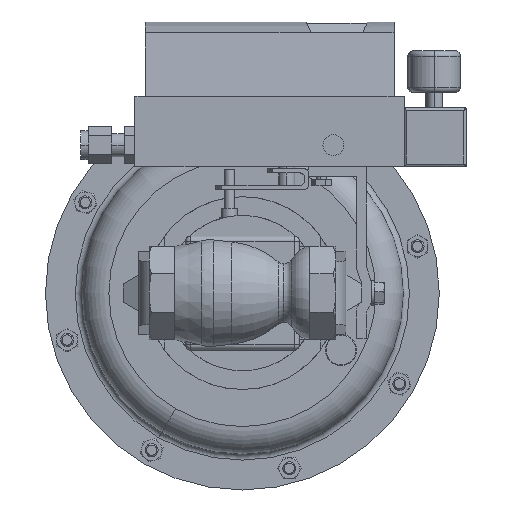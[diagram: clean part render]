
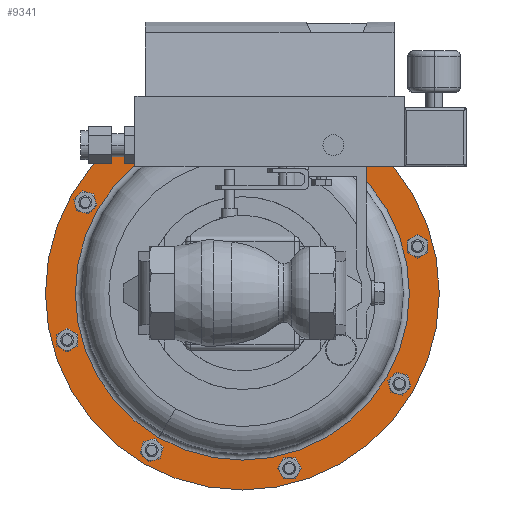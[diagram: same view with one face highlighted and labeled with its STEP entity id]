
A CAD part, front view. The second image highlights one B-rep face of the part: STEP entity #9341.
In plain terms, the highlighted planar face has unit normal (0, -1, 0).
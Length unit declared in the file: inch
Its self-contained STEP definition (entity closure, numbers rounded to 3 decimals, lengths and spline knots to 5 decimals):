
#35 = EDGE_LOOP ( 'NONE', ( #20250, #3548 ) ) ;
#302 = DIRECTION ( 'NONE',  ( 0.5, 0., 0.866 ) ) ;
#1696 = CARTESIAN_POINT ( 'NONE',  ( 0., 8.835, 0. ) ) ;
#1810 = EDGE_CURVE ( 'NONE', #15085, #8394, #9218, .T. ) ;
#2047 = VERTEX_POINT ( 'NONE', #15319 ) ;
#2081 = FACE_BOUND ( 'NONE', #8925, .T. ) ;
#3020 = DIRECTION ( 'NONE',  ( 0., -1., 0. ) ) ;
#3422 = CARTESIAN_POINT ( 'NONE',  ( 2.0145, 8.835, 3.48922 ) ) ;
#3548 = ORIENTED_EDGE ( 'NONE', *, *, #14338, .F. ) ;
#3644 = DIRECTION ( 'NONE',  ( 0.5, 0., 0.866 ) ) ;
#4205 = CARTESIAN_POINT ( 'NONE',  ( 0., 8.835, 0. ) ) ;
#4244 = CARTESIAN_POINT ( 'NONE',  ( 2.375, 8.835, 4.11362 ) ) ;
#4252 = CARTESIAN_POINT ( 'NONE',  ( -2.0145, 8.835, -3.48922 ) ) ;
#6176 = DIRECTION ( 'NONE',  ( 0.5, 0., 0.866 ) ) ;
#7315 = ORIENTED_EDGE ( 'NONE', *, *, #21620, .T. ) ;
#8394 = VERTEX_POINT ( 'NONE', #3422 ) ;
#8560 = ORIENTED_EDGE ( 'NONE', *, *, #1810, .T. ) ;
#8618 = VERTEX_POINT ( 'NONE', #4244 ) ;
#8718 = CARTESIAN_POINT ( 'NONE',  ( 4.11362, 8.835, -2.375 ) ) ;
#8925 = EDGE_LOOP ( 'NONE', ( #7315, #8560 ) ) ;
#9186 = DIRECTION ( 'NONE',  ( 0., 1., 0. ) ) ;
#9218 = CIRCLE ( 'NONE', #10735, 4.029 ) ;
#9341 = ADVANCED_FACE ( 'NONE', ( #2081, #16169 ), #14498, .T. ) ;
#10735 = AXIS2_PLACEMENT_3D ( 'NONE', #23292, #11766, #302 ) ;
#11266 = CIRCLE ( 'NONE', #20525, 4.75 ) ;
#11766 = DIRECTION ( 'NONE',  ( 0., 1., 0. ) ) ;
#12972 = CIRCLE ( 'NONE', #17218, 4.75 ) ;
#14338 = EDGE_CURVE ( 'NONE', #2047, #8618, #12972, .T. ) ;
#14498 = PLANE ( 'NONE',  #14816 ) ;
#14816 = AXIS2_PLACEMENT_3D ( 'NONE', #8718, #3020, #16426 ) ;
#15085 = VERTEX_POINT ( 'NONE', #4252 ) ;
#15112 = DIRECTION ( 'NONE',  ( 0., 1., 0. ) ) ;
#15319 = CARTESIAN_POINT ( 'NONE',  ( -2.375, 8.835, -4.11362 ) ) ;
#16169 = FACE_OUTER_BOUND ( 'NONE', #35, .T. ) ;
#16426 = DIRECTION ( 'NONE',  ( -0.5, 0., -0.866 ) ) ;
#17218 = AXIS2_PLACEMENT_3D ( 'NONE', #1696, #15112, #3644 ) ;
#17630 = DIRECTION ( 'NONE',  ( 0., 1., 0. ) ) ;
#18792 = CIRCLE ( 'NONE', #23783, 4.029 ) ;
#20250 = ORIENTED_EDGE ( 'NONE', *, *, #20473, .F. ) ;
#20473 = EDGE_CURVE ( 'NONE', #8618, #2047, #11266, .T. ) ;
#20525 = AXIS2_PLACEMENT_3D ( 'NONE', #20671, #9186, #22634 ) ;
#20671 = CARTESIAN_POINT ( 'NONE',  ( 0., 8.835, 0. ) ) ;
#21620 = EDGE_CURVE ( 'NONE', #8394, #15085, #18792, .T. ) ;
#22634 = DIRECTION ( 'NONE',  ( 0.5, 0., 0.866 ) ) ;
#23292 = CARTESIAN_POINT ( 'NONE',  ( 0., 8.835, 0. ) ) ;
#23783 = AXIS2_PLACEMENT_3D ( 'NONE', #4205, #17630, #6176 ) ;
